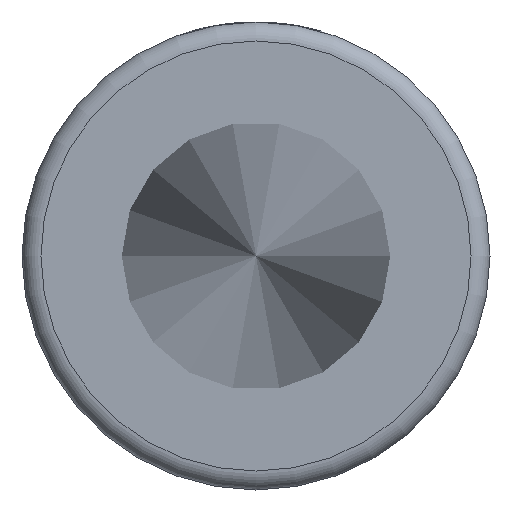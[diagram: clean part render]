
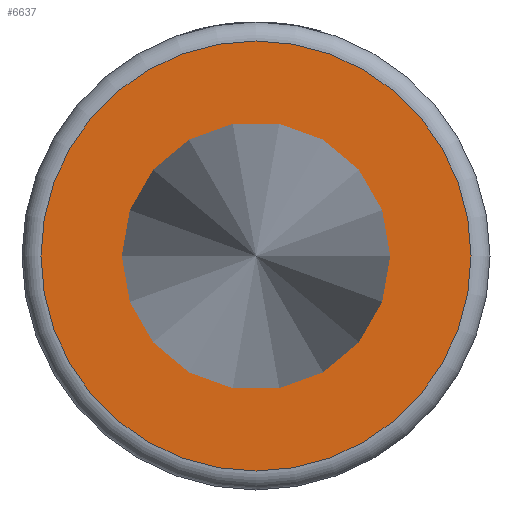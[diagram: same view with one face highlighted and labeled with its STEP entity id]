
A CAD part, left-side view. The second image highlights one B-rep face of the part: STEP entity #6637.
In plain terms, the highlighted planar face has unit normal (-1, 0, 0).
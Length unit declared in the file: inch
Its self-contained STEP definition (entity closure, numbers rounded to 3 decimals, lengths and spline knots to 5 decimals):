
#84=FACE_BOUND('',#1383,.T.);
#225=PLANE('',#7045);
#617=CIRCLE('',#7043,0.405);
#618=CIRCLE('',#7044,0.405);
#619=CIRCLE('',#7046,0.68);
#620=CIRCLE('',#7047,0.68);
#984=FACE_OUTER_BOUND('',#1382,.T.);
#1382=EDGE_LOOP('',(#6217,#6218));
#1383=EDGE_LOOP('',(#6219,#6220));
#3275=VERTEX_POINT('',#17114);
#3276=VERTEX_POINT('',#17116);
#3277=VERTEX_POINT('',#17120);
#3278=VERTEX_POINT('',#17121);
#4265=EDGE_CURVE('',#3275,#3276,#617,.T.);
#4266=EDGE_CURVE('',#3276,#3275,#618,.T.);
#4267=EDGE_CURVE('',#3277,#3278,#619,.T.);
#4268=EDGE_CURVE('',#3278,#3277,#620,.T.);
#6217=ORIENTED_EDGE('',*,*,#4267,.F.);
#6218=ORIENTED_EDGE('',*,*,#4268,.F.);
#6219=ORIENTED_EDGE('',*,*,#4266,.F.);
#6220=ORIENTED_EDGE('',*,*,#4265,.F.);
#6637=ADVANCED_FACE('',(#984,#84),#225,.T.);
#7043=AXIS2_PLACEMENT_3D('',#17117,#8250,#8251);
#7044=AXIS2_PLACEMENT_3D('',#17118,#8252,#8253);
#7045=AXIS2_PLACEMENT_3D('',#17119,#8254,#8255);
#7046=AXIS2_PLACEMENT_3D('',#17122,#8256,#8257);
#7047=AXIS2_PLACEMENT_3D('',#17123,#8258,#8259);
#8250=DIRECTION('center_axis',(-1.,0.,0.));
#8251=DIRECTION('ref_axis',(0.,-1.,0.));
#8252=DIRECTION('center_axis',(-1.,0.,0.));
#8253=DIRECTION('ref_axis',(0.,-1.,0.));
#8254=DIRECTION('center_axis',(-1.,0.,0.));
#8255=DIRECTION('ref_axis',(0.,0.,1.));
#8256=DIRECTION('center_axis',(1.,0.,0.));
#8257=DIRECTION('ref_axis',(0.,-1.,0.));
#8258=DIRECTION('center_axis',(1.,0.,0.));
#8259=DIRECTION('ref_axis',(0.,-1.,0.));
#17114=CARTESIAN_POINT('',(0.25,0.,0.405));
#17116=CARTESIAN_POINT('',(0.25,0.405,0.));
#17117=CARTESIAN_POINT('Origin',(0.25,0.,0.));
#17118=CARTESIAN_POINT('Origin',(0.25,0.,0.));
#17119=CARTESIAN_POINT('Origin',(0.25,0.74,0.));
#17120=CARTESIAN_POINT('',(0.25,0.68,0.));
#17121=CARTESIAN_POINT('',(0.25,0.,0.68));
#17122=CARTESIAN_POINT('Origin',(0.25,0.,0.));
#17123=CARTESIAN_POINT('Origin',(0.25,0.,0.));
